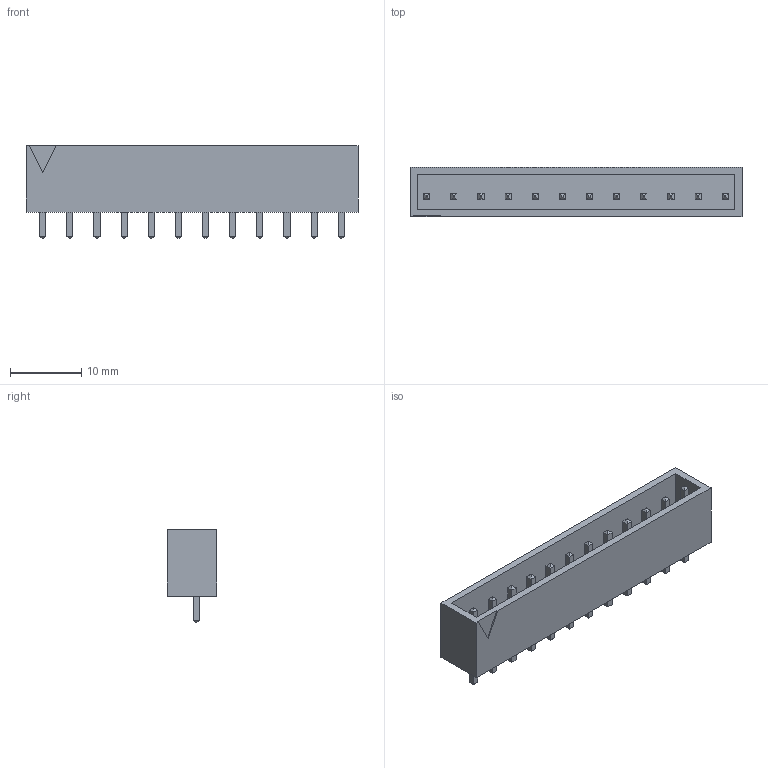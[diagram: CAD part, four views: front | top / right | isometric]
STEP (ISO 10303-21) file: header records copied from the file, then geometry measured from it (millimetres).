
FILE_DESCRIPTION(('FreeCAD Model'),'2;1');
FILE_NAME('2376821.1.1.stp','2020-04-11T01:29:46',( 'Author'),(''),'Open CASCADE STEP processor 6.9','FreeCAD','Unknown' );
FILE_SCHEMA(('AUTOMOTIVE_DESIGN { 1 0 10303 214 1 1 1 1 }'));
Length unit declared in the file: millimetre
Products named in the file (3): ASSEMBLY; Body; LeadsArray
Assembly tree (2 placements, depth 2):
  ASSEMBLY
    Body
    LeadsArray
Bounding box: 46.6 x 7 x 13.05 mm (x, y, z)
Volume: 1833.4 mm3; surface area: 2784.8 mm2
Topology: 13 solids, 13 shells, 182 faces, 369 edges, 214 vertices
Faces by surface type: plane 182
Entity records: 9465 total; most frequent: CARTESIAN_POINT 1506, DIRECTION 1477, LINE 1107, VECTOR 1107, ORIENTED_EDGE 738, PCURVE 738, DEFINITIONAL_REPRESENTATION 738, EDGE_CURVE 369
